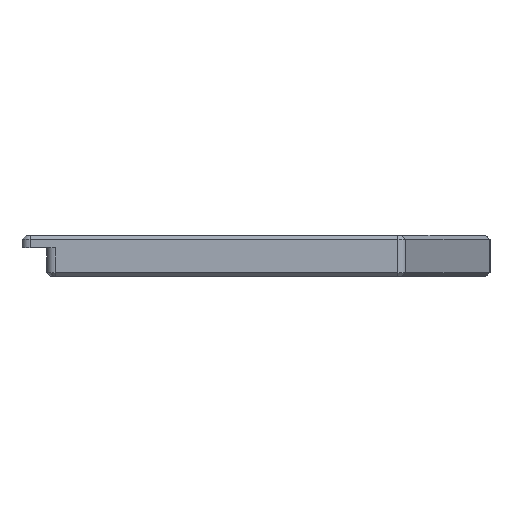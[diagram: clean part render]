
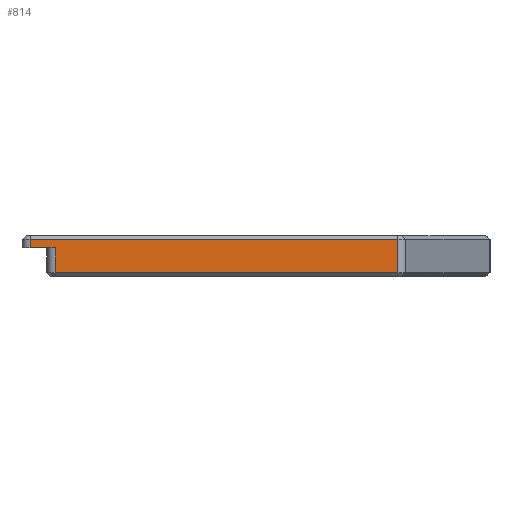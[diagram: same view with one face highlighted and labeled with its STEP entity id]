
A CAD part, left-side view. The second image highlights one B-rep face of the part: STEP entity #814.
In plain terms, the highlighted planar face has unit normal (-1, 0, 0).
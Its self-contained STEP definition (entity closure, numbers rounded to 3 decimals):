
#28 = LINE ( 'NONE', #223, #2375 ) ;
#52 = VERTEX_POINT ( 'NONE', #1424 ) ;
#117 = EDGE_CURVE ( 'NONE', #52, #2263, #425, .T. ) ;
#123 = CARTESIAN_POINT ( 'NONE',  ( -28.9, 27.6, 3.5 ) ) ;
#223 = CARTESIAN_POINT ( 'NONE',  ( -28.9, 30.6, 3.5 ) ) ;
#257 = DIRECTION ( 'NONE',  ( 0., -1., 0. ) ) ;
#263 = VERTEX_POINT ( 'NONE', #1096 ) ;
#346 = VECTOR ( 'NONE', #2580, 1000. ) ;
#397 = VECTOR ( 'NONE', #1416, 1000. ) ;
#425 = LINE ( 'NONE', #1634, #346 ) ;
#428 = VERTEX_POINT ( 'NONE', #781 ) ;
#450 = CARTESIAN_POINT ( 'NONE',  ( -28.9, 27.6, 30. ) ) ;
#647 = DIRECTION ( 'NONE',  ( 0., 0., -1. ) ) ;
#680 = CARTESIAN_POINT ( 'NONE',  ( -28.9, -25., 30. ) ) ;
#781 = CARTESIAN_POINT ( 'NONE',  ( -28.9, 27.6, 0.5 ) ) ;
#814 = ADVANCED_FACE ( 'NONE', ( #1685 ), #2091, .F. ) ;
#863 = DIRECTION ( 'NONE',  ( 0., 0., 1. ) ) ;
#864 = EDGE_CURVE ( 'NONE', #942, #263, #2460, .T. ) ;
#876 = LINE ( 'NONE', #2446, #1613 ) ;
#877 = DIRECTION ( 'NONE',  ( 1., 0., 0. ) ) ;
#916 = CARTESIAN_POINT ( 'NONE',  ( -28.9, -13.799, 0.5 ) ) ;
#941 = ORIENTED_EDGE ( 'NONE', *, *, #1113, .T. ) ;
#942 = VERTEX_POINT ( 'NONE', #916 ) ;
#964 = ORIENTED_EDGE ( 'NONE', *, *, #864, .T. ) ;
#980 = VERTEX_POINT ( 'NONE', #1359 ) ;
#1040 = LINE ( 'NONE', #1816, #1787 ) ;
#1096 = CARTESIAN_POINT ( 'NONE',  ( -28.9, -13.799, 4.5 ) ) ;
#1113 = EDGE_CURVE ( 'NONE', #428, #942, #876, .T. ) ;
#1175 = EDGE_CURVE ( 'NONE', #263, #980, #1040, .T. ) ;
#1359 = CARTESIAN_POINT ( 'NONE',  ( -28.9, 30.6, 4.5 ) ) ;
#1416 = DIRECTION ( 'NONE',  ( 0., 0., -1. ) ) ;
#1424 = CARTESIAN_POINT ( 'NONE',  ( -28.9, 30.6, 3.5 ) ) ;
#1582 = EDGE_CURVE ( 'NONE', #980, #52, #28, .T. ) ;
#1613 = VECTOR ( 'NONE', #257, 1000. ) ;
#1634 = CARTESIAN_POINT ( 'NONE',  ( -28.9, 31.6, 3.5 ) ) ;
#1635 = ORIENTED_EDGE ( 'NONE', *, *, #117, .T. ) ;
#1636 = ORIENTED_EDGE ( 'NONE', *, *, #1582, .T. ) ;
#1646 = DIRECTION ( 'NONE',  ( 0., 1., 0. ) ) ;
#1685 = FACE_OUTER_BOUND ( 'NONE', #2535, .T. ) ;
#1717 = ORIENTED_EDGE ( 'NONE', *, *, #2092, .T. ) ;
#1787 = VECTOR ( 'NONE', #1646, 1000. ) ;
#1816 = CARTESIAN_POINT ( 'NONE',  ( -28.9, -25., 4.5 ) ) ;
#1875 = AXIS2_PLACEMENT_3D ( 'NONE', #680, #877, #2477 ) ;
#1888 = CARTESIAN_POINT ( 'NONE',  ( -28.9, -13.799, 5. ) ) ;
#2091 = PLANE ( 'NONE',  #1875 ) ;
#2092 = EDGE_CURVE ( 'NONE', #2263, #428, #2229, .T. ) ;
#2229 = LINE ( 'NONE', #450, #397 ) ;
#2263 = VERTEX_POINT ( 'NONE', #123 ) ;
#2328 = VECTOR ( 'NONE', #863, 1000. ) ;
#2375 = VECTOR ( 'NONE', #647, 1000. ) ;
#2446 = CARTESIAN_POINT ( 'NONE',  ( -28.9, -25., 0.5 ) ) ;
#2450 = ORIENTED_EDGE ( 'NONE', *, *, #1175, .T. ) ;
#2460 = LINE ( 'NONE', #1888, #2328 ) ;
#2477 = DIRECTION ( 'NONE',  ( 0., 0., -1. ) ) ;
#2535 = EDGE_LOOP ( 'NONE', ( #964, #2450, #1636, #1635, #1717, #941 ) ) ;
#2580 = DIRECTION ( 'NONE',  ( 0., -1., 0. ) ) ;
